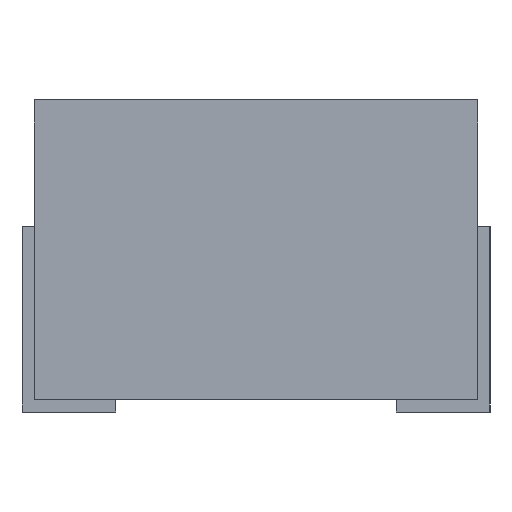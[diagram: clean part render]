
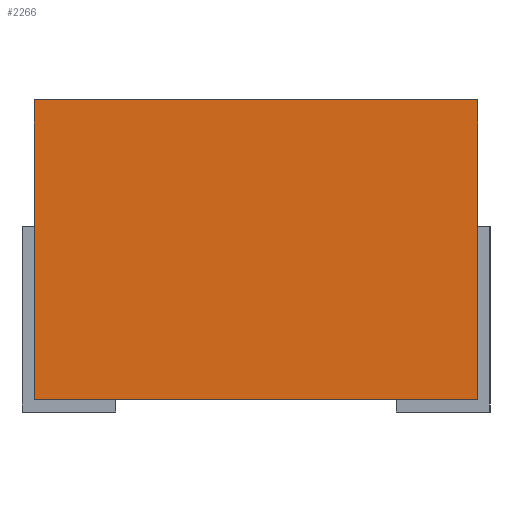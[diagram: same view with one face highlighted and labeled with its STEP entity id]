
A CAD part, front view. The second image highlights one B-rep face of the part: STEP entity #2266.
In plain terms, the highlighted planar face has unit normal (0, -1, 0).
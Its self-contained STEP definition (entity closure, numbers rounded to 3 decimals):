
#54=LINE('',#3015,#272);
#64=LINE('',#3440,#282);
#65=LINE('',#3442,#283);
#66=LINE('',#3444,#284);
#272=VECTOR('',#2546,1000.);
#282=VECTOR('',#2560,1000.);
#283=VECTOR('',#2563,1000.);
#284=VECTOR('',#2564,1000.);
#585=ORIENTED_EDGE('',*,*,#1157,.F.);
#586=ORIENTED_EDGE('',*,*,#1247,.T.);
#587=ORIENTED_EDGE('',*,*,#1248,.T.);
#588=ORIENTED_EDGE('',*,*,#1249,.F.);
#1157=EDGE_CURVE('',#1490,#1491,#54,.T.);
#1247=EDGE_CURVE('',#1490,#1578,#64,.T.);
#1248=EDGE_CURVE('',#1578,#1579,#65,.T.);
#1249=EDGE_CURVE('',#1491,#1579,#66,.T.);
#1490=VERTEX_POINT('',#3014);
#1491=VERTEX_POINT('',#3016);
#1578=VERTEX_POINT('',#3439);
#1579=VERTEX_POINT('',#3443);
#1844=EDGE_LOOP('',(#585,#586,#587,#588));
#2005=FACE_BOUND('',#1844,.T.);
#2153=PLANE('',#2428);
#2266=ADVANCED_FACE('',(#2005),#2153,.F.);
#2428=AXIS2_PLACEMENT_3D('',#3441,#2561,#2562);
#2546=DIRECTION('',(1.,0.,0.));
#2560=DIRECTION('',(0.,0.,-1.));
#2561=DIRECTION('',(0.,1.,0.));
#2562=DIRECTION('',(-1.,0.,0.));
#2563=DIRECTION('',(1.,0.,0.));
#2564=DIRECTION('',(0.,0.,-1.));
#3014=CARTESIAN_POINT('',(-3.55,-3.25,4.8));
#3015=CARTESIAN_POINT('',(0.,-3.25,4.8));
#3016=CARTESIAN_POINT('',(3.55,-3.25,4.8));
#3439=CARTESIAN_POINT('',(-3.55,-3.25,0.));
#3440=CARTESIAN_POINT('',(-3.55,-3.25,4.9));
#3441=CARTESIAN_POINT('',(-3.65,-3.25,4.9));
#3442=CARTESIAN_POINT('',(-3.65,-3.25,0.));
#3443=CARTESIAN_POINT('',(3.55,-3.25,0.));
#3444=CARTESIAN_POINT('',(3.55,-3.25,4.9));
